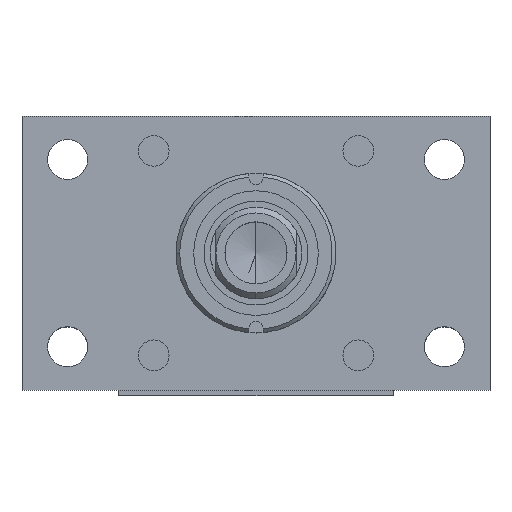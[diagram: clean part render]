
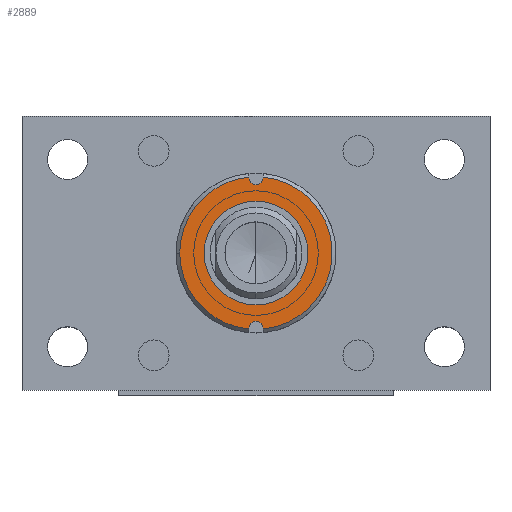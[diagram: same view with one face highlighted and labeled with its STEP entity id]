
A CAD part, top view. The second image highlights one B-rep face of the part: STEP entity #2889.
In plain terms, the highlighted planar face has unit normal (0, 0, 1).
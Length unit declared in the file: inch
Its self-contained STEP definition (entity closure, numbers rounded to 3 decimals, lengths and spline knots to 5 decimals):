
#142 = DIRECTION ( 'NONE',  ( 1., 0., 0. ) ) ;
#183 = CARTESIAN_POINT ( 'NONE',  ( 19.41758, 30.63592, -2.69734 ) ) ;
#195 = CARTESIAN_POINT ( 'NONE',  ( 19.33958, 29.81218, -2.69734 ) ) ;
#238 = DIRECTION ( 'NONE',  ( 0., 0., 1. ) ) ;
#430 = CIRCLE ( 'NONE', #7796, 0.5675 ) ;
#451 = EDGE_CURVE ( 'NONE', #5791, #5567, #2555, .T. ) ;
#534 = AXIS2_PLACEMENT_3D ( 'NONE', #5941, #6586, #3923 ) ;
#832 = DIRECTION ( 'NONE',  ( 0., 0., 1. ) ) ;
#845 = AXIS2_PLACEMENT_3D ( 'NONE', #6495, #7187, #6523 ) ;
#902 = EDGE_CURVE ( 'NONE', #2842, #4518, #1493, .T. ) ;
#954 = DIRECTION ( 'NONE',  ( 0., 0., 1. ) ) ;
#1096 = PLANE ( 'NONE',  #4842 ) ;
#1300 = VECTOR ( 'NONE', #5239, 39.37008 ) ;
#1317 = ORIENTED_EDGE ( 'NONE', *, *, #4406, .F. ) ;
#1493 = CIRCLE ( 'NONE', #534, 0.078 ) ;
#1537 = AXIS2_PLACEMENT_3D ( 'NONE', #3608, #238, #7629 ) ;
#1561 = LINE ( 'NONE', #7353, #3986 ) ;
#1678 = CARTESIAN_POINT ( 'NONE',  ( 19.41758, 31.20342, -2.69734 ) ) ;
#1679 = CARTESIAN_POINT ( 'NONE',  ( 19.33958, 31.20342, -2.69734 ) ) ;
#1785 = CARTESIAN_POINT ( 'NONE',  ( 19.49558, 31.20342, -2.69734 ) ) ;
#2189 = EDGE_CURVE ( 'NONE', #2519, #2842, #4259, .T. ) ;
#2200 = ORIENTED_EDGE ( 'NONE', *, *, #902, .T. ) ;
#2227 = CARTESIAN_POINT ( 'NONE',  ( 19.41758, 30.63592, -2.69734 ) ) ;
#2253 = DIRECTION ( 'NONE',  ( 0., 0., 1. ) ) ;
#2272 = CIRCLE ( 'NONE', #4012, 0.835 ) ;
#2344 = CARTESIAN_POINT ( 'NONE',  ( 19.49558, 31.45966, -2.69734 ) ) ;
#2350 = DIRECTION ( 'NONE',  ( 0., -1., 0. ) ) ;
#2400 = VERTEX_POINT ( 'NONE', #5960 ) ;
#2432 = ORIENTED_EDGE ( 'NONE', *, *, #3627, .F. ) ;
#2501 = DIRECTION ( 'NONE',  ( 0., 0., -1. ) ) ;
#2519 = VERTEX_POINT ( 'NONE', #5487 ) ;
#2524 = LINE ( 'NONE', #8213, #5989 ) ;
#2531 = EDGE_LOOP ( 'NONE', ( #7776, #2432 ) ) ;
#2555 = CIRCLE ( 'NONE', #5110, 0.078 ) ;
#2561 = CARTESIAN_POINT ( 'NONE',  ( 18.58258, 30.63592, -2.69734 ) ) ;
#2842 = VERTEX_POINT ( 'NONE', #2344 ) ;
#2874 = ORIENTED_EDGE ( 'NONE', *, *, #6703, .T. ) ;
#2889 = ADVANCED_FACE ( 'NONE', ( #8431, #7576 ), #1096, .F. ) ;
#3025 = VERTEX_POINT ( 'NONE', #5890 ) ;
#3475 = ORIENTED_EDGE ( 'NONE', *, *, #2189, .T. ) ;
#3545 = CARTESIAN_POINT ( 'NONE',  ( 19.41758, 30.63592, -2.69734 ) ) ;
#3608 = CARTESIAN_POINT ( 'NONE',  ( 19.41758, 30.63592, -2.69734 ) ) ;
#3627 = EDGE_CURVE ( 'NONE', #7847, #3025, #430, .T. ) ;
#3669 = CARTESIAN_POINT ( 'NONE',  ( 19.49558, 29.80457, -2.69734 ) ) ;
#3741 = DIRECTION ( 'NONE',  ( -1., 0., 0. ) ) ;
#3767 = LINE ( 'NONE', #1679, #5864 ) ;
#3836 = CARTESIAN_POINT ( 'NONE',  ( 19.41758, 29.81218, -2.69734 ) ) ;
#3923 = DIRECTION ( 'NONE',  ( -1., 0., 0. ) ) ;
#3986 = VECTOR ( 'NONE', #6734, 39.37008 ) ;
#4012 = AXIS2_PLACEMENT_3D ( 'NONE', #3545, #832, #142 ) ;
#4107 = EDGE_CURVE ( 'NONE', #7345, #2400, #2272, .T. ) ;
#4172 = CIRCLE ( 'NONE', #845, 0.835 ) ;
#4231 = ORIENTED_EDGE ( 'NONE', *, *, #7565, .F. ) ;
#4259 = LINE ( 'NONE', #1785, #1300 ) ;
#4326 = CIRCLE ( 'NONE', #5530, 0.5675 ) ;
#4406 = EDGE_CURVE ( 'NONE', #6191, #4518, #3767, .T. ) ;
#4489 = VERTEX_POINT ( 'NONE', #3669 ) ;
#4518 = VERTEX_POINT ( 'NONE', #7665 ) ;
#4778 = ORIENTED_EDGE ( 'NONE', *, *, #4107, .T. ) ;
#4842 = AXIS2_PLACEMENT_3D ( 'NONE', #1678, #8420, #6419 ) ;
#5110 = AXIS2_PLACEMENT_3D ( 'NONE', #3836, #2501, #3741 ) ;
#5239 = DIRECTION ( 'NONE',  ( 0., -1., 0. ) ) ;
#5487 = CARTESIAN_POINT ( 'NONE',  ( 19.49558, 31.46727, -2.69734 ) ) ;
#5530 = AXIS2_PLACEMENT_3D ( 'NONE', #183, #954, #6919 ) ;
#5567 = VERTEX_POINT ( 'NONE', #6149 ) ;
#5645 = CARTESIAN_POINT ( 'NONE',  ( 18.85008, 30.63592, -2.69734 ) ) ;
#5791 = VERTEX_POINT ( 'NONE', #195 ) ;
#5864 = VECTOR ( 'NONE', #2350, 39.37008 ) ;
#5890 = CARTESIAN_POINT ( 'NONE',  ( 19.98508, 30.63592, -2.69734 ) ) ;
#5941 = CARTESIAN_POINT ( 'NONE',  ( 19.41758, 31.45966, -2.69734 ) ) ;
#5960 = CARTESIAN_POINT ( 'NONE',  ( 19.33958, 29.80457, -2.69734 ) ) ;
#5989 = VECTOR ( 'NONE', #8157, 39.37008 ) ;
#6030 = EDGE_CURVE ( 'NONE', #4489, #2519, #4172, .T. ) ;
#6149 = CARTESIAN_POINT ( 'NONE',  ( 19.49558, 29.81218, -2.69734 ) ) ;
#6191 = VERTEX_POINT ( 'NONE', #7936 ) ;
#6419 = DIRECTION ( 'NONE',  ( 0., -1., 0. ) ) ;
#6488 = EDGE_CURVE ( 'NONE', #3025, #7847, #4326, .T. ) ;
#6495 = CARTESIAN_POINT ( 'NONE',  ( 19.41758, 30.63592, -2.69734 ) ) ;
#6523 = DIRECTION ( 'NONE',  ( 1., 0., 0. ) ) ;
#6586 = DIRECTION ( 'NONE',  ( 0., 0., -1. ) ) ;
#6703 = EDGE_CURVE ( 'NONE', #2400, #5791, #2524, .T. ) ;
#6734 = DIRECTION ( 'NONE',  ( 0., 1., 0. ) ) ;
#6919 = DIRECTION ( 'NONE',  ( 1., 0., 0. ) ) ;
#6969 = EDGE_CURVE ( 'NONE', #6191, #7345, #7638, .T. ) ;
#7187 = DIRECTION ( 'NONE',  ( 0., 0., 1. ) ) ;
#7345 = VERTEX_POINT ( 'NONE', #2561 ) ;
#7353 = CARTESIAN_POINT ( 'NONE',  ( 19.49558, 31.20342, -2.69734 ) ) ;
#7565 = EDGE_CURVE ( 'NONE', #4489, #5567, #1561, .T. ) ;
#7576 = FACE_BOUND ( 'NONE', #2531, .T. ) ;
#7629 = DIRECTION ( 'NONE',  ( 1., 0., 0. ) ) ;
#7638 = CIRCLE ( 'NONE', #1537, 0.835 ) ;
#7665 = CARTESIAN_POINT ( 'NONE',  ( 19.33958, 31.45966, -2.69734 ) ) ;
#7704 = DIRECTION ( 'NONE',  ( 1., 0., 0. ) ) ;
#7776 = ORIENTED_EDGE ( 'NONE', *, *, #6488, .F. ) ;
#7796 = AXIS2_PLACEMENT_3D ( 'NONE', #2227, #2253, #7704 ) ;
#7847 = VERTEX_POINT ( 'NONE', #5645 ) ;
#7936 = CARTESIAN_POINT ( 'NONE',  ( 19.33958, 31.46727, -2.69734 ) ) ;
#8157 = DIRECTION ( 'NONE',  ( 0., 1., 0. ) ) ;
#8213 = CARTESIAN_POINT ( 'NONE',  ( 19.33958, 31.20342, -2.69734 ) ) ;
#8259 = ORIENTED_EDGE ( 'NONE', *, *, #451, .T. ) ;
#8380 = EDGE_LOOP ( 'NONE', ( #4231, #8395, #3475, #2200, #1317, #8615, #4778, #2874, #8259 ) ) ;
#8395 = ORIENTED_EDGE ( 'NONE', *, *, #6030, .T. ) ;
#8420 = DIRECTION ( 'NONE',  ( 0., 0., -1. ) ) ;
#8431 = FACE_OUTER_BOUND ( 'NONE', #8380, .T. ) ;
#8615 = ORIENTED_EDGE ( 'NONE', *, *, #6969, .T. ) ;
